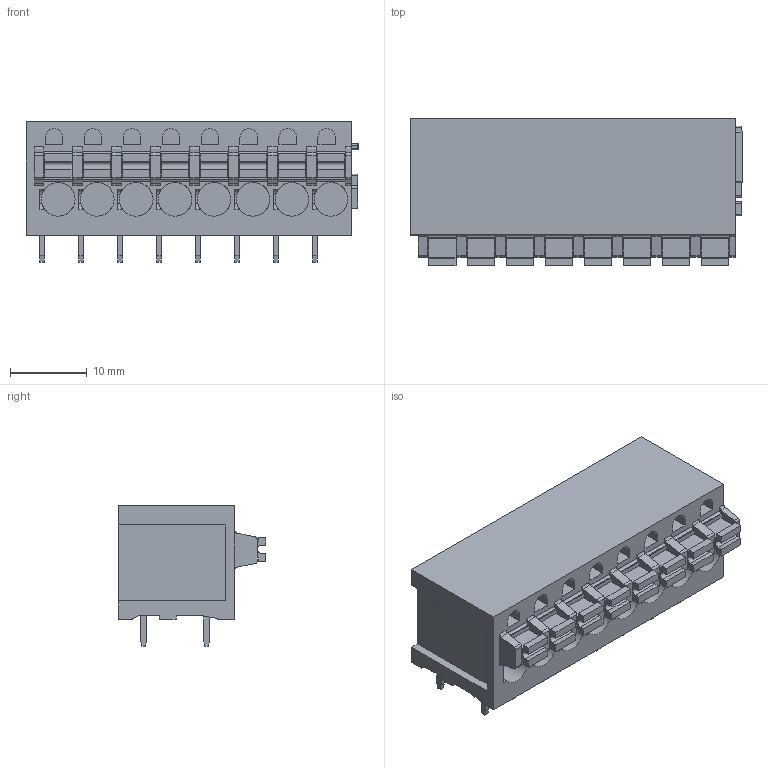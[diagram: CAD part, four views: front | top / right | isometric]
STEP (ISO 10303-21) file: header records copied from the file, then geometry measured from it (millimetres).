
FILE_DESCRIPTION(('CATIA V5 STEP Exchange','CAx-IF Rec.Pracs.--- Model Styling and Organization---1.2---2011-12-15'),'2;1');
FILE_NAME ('D1451103_0_1330780000_1330780000.stp','2018-09-07T11:05:57+00:00',('none'),('Weidmueller'),'CATIA Version 5-6 Release 2014','CATIA V5 STEP AP214','none');
FILE_SCHEMA(('AUTOMOTIVE_DESIGN { 1 0 10303 214 1 1 1 1 }'));
Length unit declared in the file: millimetre
Products named in the file (1): 1330780000
Bounding box: 43.29 x 19.2 x 18.3 mm (x, y, z)
Volume: 8821.2 mm3; surface area: 5403.8 mm2
Topology: 25 solids, 25 shells, 574 faces, 1515 edges, 1010 vertices
Faces by surface type: plane 443, cylinder 131
Entity records: 16121 total; most frequent: ORIENTED_EDGE 3030, CARTESIAN_POINT 2930, DIRECTION 2123, EDGE_CURVE 1515, VECTOR 1229, LINE 1229, VERTEX_POINT 1010, EDGE_LOOP 593
